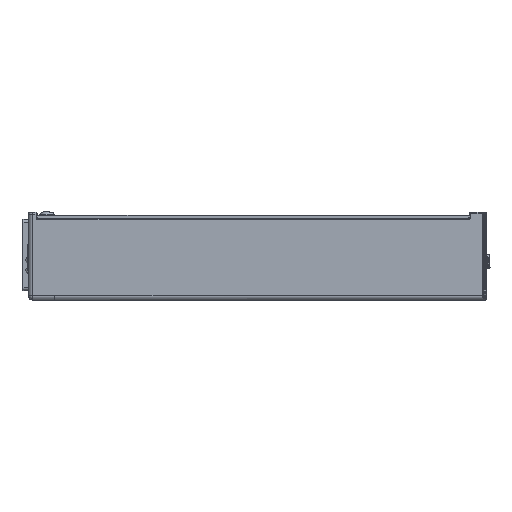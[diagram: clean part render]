
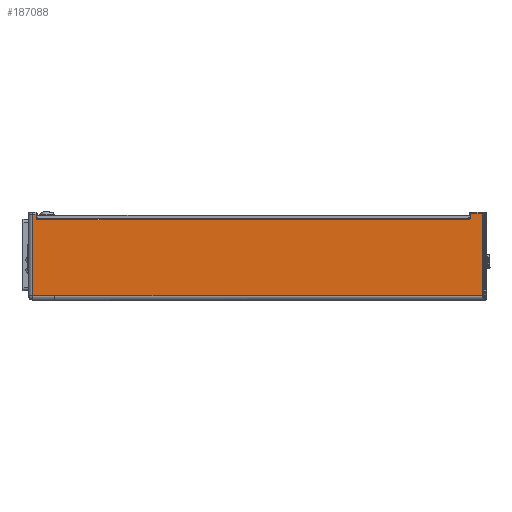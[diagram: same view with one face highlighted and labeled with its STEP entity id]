
A CAD part, left-side view. The second image highlights one B-rep face of the part: STEP entity #187088.
In plain terms, the highlighted planar face has unit normal (-1, 0, 0).
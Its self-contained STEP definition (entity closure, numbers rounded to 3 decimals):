
#15866=CIRCLE('',#199960,1.);
#15999=CIRCLE('',#200223,1.);
#20726=FACE_OUTER_BOUND('',#31541,.T.);
#31541=EDGE_LOOP('',(#141964,#141965,#141966,#141967,#141968,#141969,#141970,
#141971,#141972,#141973,#141974,#141975));
#46102=LINE('',#269402,#64472);
#46104=LINE('',#269407,#64474);
#46295=LINE('',#271277,#64665);
#46301=LINE('',#271356,#64671);
#46307=LINE('',#271580,#64677);
#46308=LINE('',#271585,#64678);
#46327=LINE('',#271800,#64697);
#46331=LINE('',#271833,#64701);
#46337=LINE('',#271846,#64707);
#46338=LINE('',#271847,#64708);
#64472=VECTOR('',#223575,1000.);
#64474=VECTOR('',#223581,1000.);
#64665=VECTOR('',#224398,1000.);
#64671=VECTOR('',#224530,10.);
#64677=VECTOR('',#224586,1000.);
#64678=VECTOR('',#224593,1000.);
#64697=VECTOR('',#224756,1000.);
#64701=VECTOR('',#224794,1000.);
#64707=VECTOR('',#224814,10.);
#64708=VECTOR('',#224815,1000.);
#81795=VERTEX_POINT('',#269381);
#81799=VERTEX_POINT('',#269393);
#81803=VERTEX_POINT('',#269400);
#81929=VERTEX_POINT('',#269936);
#82026=VERTEX_POINT('',#271276);
#82032=VERTEX_POINT('',#271355);
#82040=VERTEX_POINT('',#271577);
#82041=VERTEX_POINT('',#271579);
#82042=VERTEX_POINT('',#271583);
#82074=VERTEX_POINT('',#271710);
#82085=VERTEX_POINT('',#271777);
#82089=VERTEX_POINT('',#271799);
#103494=EDGE_CURVE('',#81799,#81803,#46102,.T.);
#103497=EDGE_CURVE('',#81795,#81799,#46104,.T.);
#103716=EDGE_CURVE('',#81929,#81803,#15866,.T.);
#103886=EDGE_CURVE('',#82026,#81795,#46295,.T.);
#103917=EDGE_CURVE('',#81929,#82032,#46301,.T.);
#103935=EDGE_CURVE('',#82041,#82040,#46307,.T.);
#103938=EDGE_CURVE('',#82032,#82042,#46308,.T.);
#104002=EDGE_CURVE('',#82042,#82085,#15999,.T.);
#104013=EDGE_CURVE('',#82074,#82089,#46327,.T.);
#104024=EDGE_CURVE('',#82085,#82074,#46331,.T.);
#104030=EDGE_CURVE('',#82026,#82040,#46337,.T.);
#104031=EDGE_CURVE('',#82089,#82041,#46338,.T.);
#141964=ORIENTED_EDGE('',*,*,#104030,.F.);
#141965=ORIENTED_EDGE('',*,*,#103886,.T.);
#141966=ORIENTED_EDGE('',*,*,#103497,.T.);
#141967=ORIENTED_EDGE('',*,*,#103494,.T.);
#141968=ORIENTED_EDGE('',*,*,#103716,.F.);
#141969=ORIENTED_EDGE('',*,*,#103917,.T.);
#141970=ORIENTED_EDGE('',*,*,#103938,.T.);
#141971=ORIENTED_EDGE('',*,*,#104002,.T.);
#141972=ORIENTED_EDGE('',*,*,#104024,.T.);
#141973=ORIENTED_EDGE('',*,*,#104013,.T.);
#141974=ORIENTED_EDGE('',*,*,#104031,.T.);
#141975=ORIENTED_EDGE('',*,*,#103935,.T.);
#180124=PLANE('',#200258);
#187088=ADVANCED_FACE('',(#20726),#180124,.T.);
#199960=AXIS2_PLACEMENT_3D('',#269938,#224076,#224077);
#200223=AXIS2_PLACEMENT_3D('',#271779,#224727,#224728);
#200258=AXIS2_PLACEMENT_3D('',#271845,#224812,#224813);
#223575=DIRECTION('',(0.,0.,-1.));
#223581=DIRECTION('',(0.,1.,0.));
#224076=DIRECTION('center_axis',(-1.,0.,
0.));
#224077=DIRECTION('ref_axis',(0.,-1.,0.012));
#224398=DIRECTION('',(0.,0.,1.));
#224530=DIRECTION('',(0.,1.,0.));
#224586=DIRECTION('',(0.,-1.,0.));
#224593=DIRECTION('',(0.,1.,0.));
#224727=DIRECTION('center_axis',(1.,0.,
0.));
#224728=DIRECTION('ref_axis',(0.,-1.,0.012));
#224756=DIRECTION('',(0.,1.,0.));
#224794=DIRECTION('',(0.,0.,1.));
#224812=DIRECTION('center_axis',(-1.,0.,
0.));
#224813=DIRECTION('ref_axis',(0.,-1.,0.001));
#224814=DIRECTION('',(0.,1.,0.));
#224815=DIRECTION('',(0.,0.,-1.));
#269381=CARTESIAN_POINT('',(-219.25,0.499,42.8));
#269393=CARTESIAN_POINT('',(-219.25,6.199,42.8));
#269400=CARTESIAN_POINT('',(-219.25,6.199,40.6));
#269402=CARTESIAN_POINT('',(-219.25,6.199,40.999));
#269407=CARTESIAN_POINT('',(-219.25,-1.501,42.8));
#269936=CARTESIAN_POINT('',(-219.251,7.199,39.6));
#269938=CARTESIAN_POINT('Origin',(-219.251,7.199,40.6));
#271276=CARTESIAN_POINT('',(-219.25,0.499,2.));
#271277=CARTESIAN_POINT('',(-219.25,0.499,42.8));
#271355=CARTESIAN_POINT('',(-219.252,210.799,39.6));
#271356=CARTESIAN_POINT('',(-219.251,130.499,39.6));
#271577=CARTESIAN_POINT('',(-219.252,210.799,2.));
#271579=CARTESIAN_POINT('',(-219.252,221.799,2.));
#271580=CARTESIAN_POINT('',(-219.251,48.799,2.));
#271583=CARTESIAN_POINT('',(-219.252,219.099,39.6));
#271585=CARTESIAN_POINT('',(-219.251,78.799,39.6));
#271710=CARTESIAN_POINT('',(-219.252,220.099,42.3));
#271777=CARTESIAN_POINT('',(-219.252,220.099,40.6));
#271779=CARTESIAN_POINT('Origin',(-219.252,219.099,40.6));
#271799=CARTESIAN_POINT('',(-219.252,221.799,42.3));
#271800=CARTESIAN_POINT('',(-219.252,226.899,42.3));
#271833=CARTESIAN_POINT('',(-219.252,220.099,40.15));
#271845=CARTESIAN_POINT('Origin',(-219.251,146.599,40.15));
#271846=CARTESIAN_POINT('',(-219.251,130.499,2.));
#271847=CARTESIAN_POINT('',(-219.252,221.799,0.));
